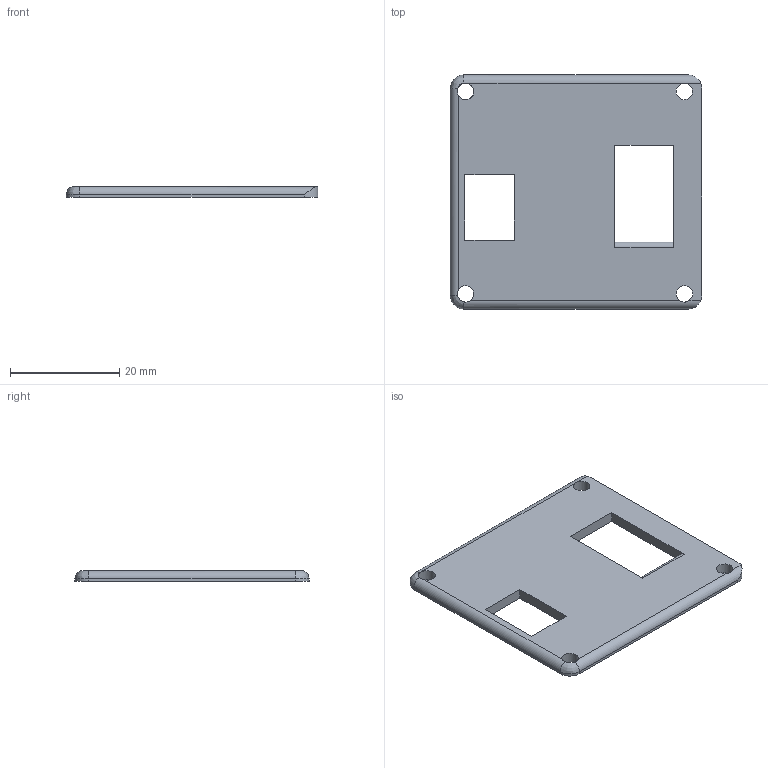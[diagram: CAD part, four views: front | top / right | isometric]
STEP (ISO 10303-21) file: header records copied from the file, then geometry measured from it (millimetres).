
FILE_DESCRIPTION(/* description */ (''),/* implementation_level */ '2;1');
FILE_NAME(/* name */ 'bike mount v13.step',/* time_stamp */ '2020-10-08T22:49:20+03:00',/* author */ (''),/* organization */ (''),/* preprocessor_version */ 'ST-DEVELOPER v18.1',/* originating_system */ 'Autodesk Translation Framework v9.3.0.1241',/* authorisation */ '');
FILE_SCHEMA (('AUTOMOTIVE_DESIGN { 1 0 10303 214 3 1 1 }'));
Length unit declared in the file: millimetre
Products named in the file (2): bike mount; Component1
Assembly tree (1 placements, depth 2):
  bike mount
    Component1
Bounding box: 46 x 42.8 x 2 mm (x, y, z)
Volume: 3210.5 mm3; surface area: 3804.5 mm2
Topology: 1 solids, 1 shells, 32 faces, 91 edges, 58 vertices
Faces by surface type: cylinder 16, plane 14, bspline 2
Full cylindrical faces by diameter (mm): 3 x4
Entity records: 1170 total; most frequent: CARTESIAN_POINT 266, ORIENTED_EDGE 182, DIRECTION 175, EDGE_CURVE 91, AXIS2_PLACEMENT_3D 61, VERTEX_POINT 58, LINE 53, VECTOR 53
